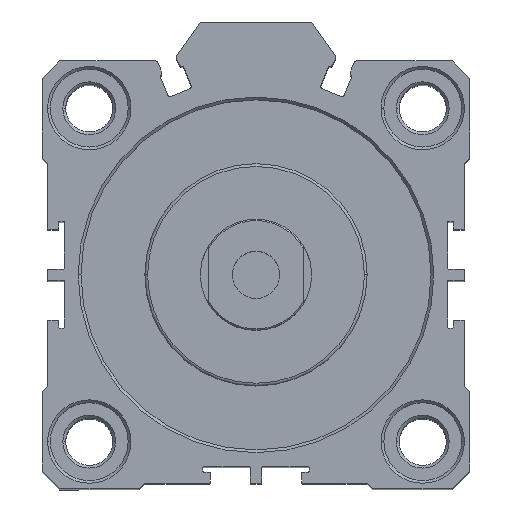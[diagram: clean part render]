
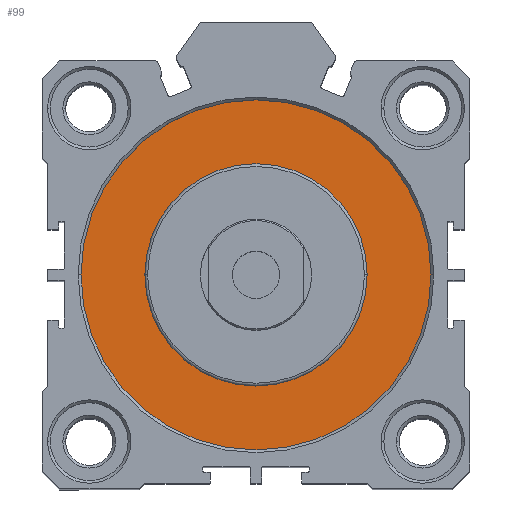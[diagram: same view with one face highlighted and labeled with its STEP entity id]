
A CAD part, top view. The second image highlights one B-rep face of the part: STEP entity #99.
In plain terms, the highlighted planar face has unit normal (0, 0, 1).
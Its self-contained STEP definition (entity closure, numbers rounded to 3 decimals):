
#54 = CARTESIAN_POINT ( 'NONE',  ( -20., 0., 55.3 ) ) ;
#74 = EDGE_CURVE ( 'NONE', #5788, #2727, #2492, .T. ) ;
#99 = ADVANCED_FACE ( 'NONE', ( #5581, #3920 ), #5864, .T. ) ;
#303 = CARTESIAN_POINT ( 'NONE',  ( 0., 0., 55.3 ) ) ;
#341 = DIRECTION ( 'NONE',  ( 0., 0., 1. ) ) ;
#496 = ORIENTED_EDGE ( 'NONE', *, *, #74, .T. ) ;
#923 = DIRECTION ( 'NONE',  ( 1., 0., 0. ) ) ;
#928 = CARTESIAN_POINT ( 'NONE',  ( 0., 0., 55.3 ) ) ;
#945 = CIRCLE ( 'NONE', #7911, 31.5 ) ;
#1201 = ORIENTED_EDGE ( 'NONE', *, *, #5602, .F. ) ;
#1204 = EDGE_CURVE ( 'NONE', #3939, #5632, #7725, .T. ) ;
#1325 = DIRECTION ( 'NONE',  ( 0., 0., 1. ) ) ;
#1499 = DIRECTION ( 'NONE',  ( 0., 0., 1. ) ) ;
#1540 = DIRECTION ( 'NONE',  ( 1., 0., 0. ) ) ;
#2346 = CARTESIAN_POINT ( 'NONE',  ( 31.5, 0., 55.3 ) ) ;
#2421 = AXIS2_PLACEMENT_3D ( 'NONE', #2781, #341, #4627 ) ;
#2492 = CIRCLE ( 'NONE', #7972, 31.5 ) ;
#2702 = AXIS2_PLACEMENT_3D ( 'NONE', #303, #4589, #923 ) ;
#2723 = ORIENTED_EDGE ( 'NONE', *, *, #1204, .F. ) ;
#2727 = VERTEX_POINT ( 'NONE', #6917 ) ;
#2781 = CARTESIAN_POINT ( 'NONE',  ( 0., 0., 55.3 ) ) ;
#3358 = CARTESIAN_POINT ( 'NONE',  ( 20., 0., 55.3 ) ) ;
#3920 = FACE_OUTER_BOUND ( 'NONE', #4442, .T. ) ;
#3939 = VERTEX_POINT ( 'NONE', #54 ) ;
#4254 = AXIS2_PLACEMENT_3D ( 'NONE', #5191, #1499, #5828 ) ;
#4442 = EDGE_LOOP ( 'NONE', ( #496, #7637 ) ) ;
#4589 = DIRECTION ( 'NONE',  ( 0., 0., 1. ) ) ;
#4624 = EDGE_LOOP ( 'NONE', ( #2723, #1201 ) ) ;
#4627 = DIRECTION ( 'NONE',  ( 1., 0., 0. ) ) ;
#5001 = CARTESIAN_POINT ( 'NONE',  ( 0., 0., 55.3 ) ) ;
#5191 = CARTESIAN_POINT ( 'NONE',  ( 0., 0., 55.3 ) ) ;
#5231 = DIRECTION ( 'NONE',  ( 0., 0., 1. ) ) ;
#5581 = FACE_BOUND ( 'NONE', #4624, .T. ) ;
#5602 = EDGE_CURVE ( 'NONE', #5632, #3939, #7429, .T. ) ;
#5632 = VERTEX_POINT ( 'NONE', #3358 ) ;
#5647 = DIRECTION ( 'NONE',  ( 1., 0., 0. ) ) ;
#5788 = VERTEX_POINT ( 'NONE', #2346 ) ;
#5828 = DIRECTION ( 'NONE',  ( 1., 0., 0. ) ) ;
#5864 = PLANE ( 'NONE',  #2421 ) ;
#6755 = EDGE_CURVE ( 'NONE', #2727, #5788, #945, .T. ) ;
#6917 = CARTESIAN_POINT ( 'NONE',  ( -31.5, 0., 55.3 ) ) ;
#7429 = CIRCLE ( 'NONE', #2702, 20. ) ;
#7637 = ORIENTED_EDGE ( 'NONE', *, *, #6755, .T. ) ;
#7725 = CIRCLE ( 'NONE', #4254, 20. ) ;
#7911 = AXIS2_PLACEMENT_3D ( 'NONE', #5001, #1325, #5647 ) ;
#7972 = AXIS2_PLACEMENT_3D ( 'NONE', #928, #5231, #1540 ) ;
